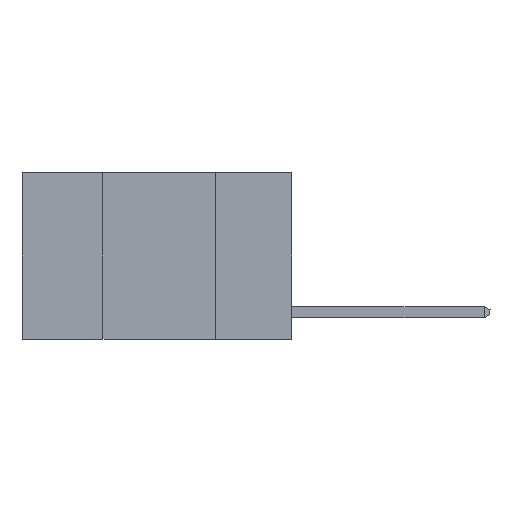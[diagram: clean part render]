
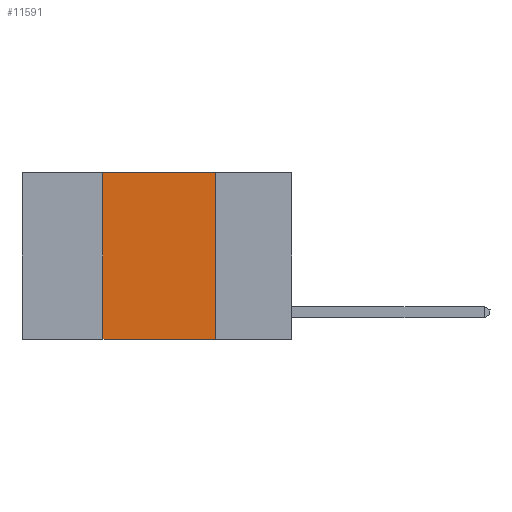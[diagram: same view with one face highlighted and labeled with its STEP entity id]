
A CAD part, left-side view. The second image highlights one B-rep face of the part: STEP entity #11591.
In plain terms, the highlighted planar face has unit normal (-1, 0, 0).
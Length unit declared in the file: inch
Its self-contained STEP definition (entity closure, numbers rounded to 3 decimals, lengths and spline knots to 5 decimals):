
#39 = CARTESIAN_POINT ( 'NONE',  ( 0., 0.6, -0.37 ) ) ;
#1574 = DIRECTION ( 'NONE',  ( 1., 0., 0. ) ) ;
#3180 = EDGE_CURVE ( 'NONE', #21957, #9104, #25417, .T. ) ;
#4080 = VERTEX_POINT ( 'NONE', #11429 ) ;
#4767 = VECTOR ( 'NONE', #19541, 39.37008 ) ;
#6594 = CARTESIAN_POINT ( 'NONE',  ( 0., 0.42, -0.37 ) ) ;
#6969 = LINE ( 'NONE', #39, #21854 ) ;
#7740 = DIRECTION ( 'NONE',  ( 0., 0., -1. ) ) ;
#7847 = ORIENTED_EDGE ( 'NONE', *, *, #3180, .F. ) ;
#7928 = ORIENTED_EDGE ( 'NONE', *, *, #19680, .T. ) ;
#8879 = VECTOR ( 'NONE', #7740, 39.37008 ) ;
#9104 = VERTEX_POINT ( 'NONE', #10069 ) ;
#9479 = LINE ( 'NONE', #19381, #8879 ) ;
#10069 = CARTESIAN_POINT ( 'NONE',  ( 0., 0.42, 0. ) ) ;
#10999 = EDGE_CURVE ( 'NONE', #11332, #4080, #9479, .T. ) ;
#11332 = VERTEX_POINT ( 'NONE', #24330 ) ;
#11429 = CARTESIAN_POINT ( 'NONE',  ( 0., 0.17, -0.37 ) ) ;
#11591 = ADVANCED_FACE ( 'NONE', ( #18595 ), #25049, .F. ) ;
#13378 = AXIS2_PLACEMENT_3D ( 'NONE', #19278, #1574, #15480 ) ;
#14555 = VECTOR ( 'NONE', #20818, 39.37008 ) ;
#15480 = DIRECTION ( 'NONE',  ( 0., 0., -1. ) ) ;
#16640 = ORIENTED_EDGE ( 'NONE', *, *, #10999, .F. ) ;
#18595 = FACE_OUTER_BOUND ( 'NONE', #20996, .T. ) ;
#19278 = CARTESIAN_POINT ( 'NONE',  ( 0., 0.6, 0. ) ) ;
#19381 = CARTESIAN_POINT ( 'NONE',  ( 0., 0.17, 0. ) ) ;
#19541 = DIRECTION ( 'NONE',  ( 0., 0., 1. ) ) ;
#19680 = EDGE_CURVE ( 'NONE', #21957, #4080, #6969, .T. ) ;
#20062 = EDGE_CURVE ( 'NONE', #9104, #11332, #20938, .T. ) ;
#20818 = DIRECTION ( 'NONE',  ( 0., -1., 0. ) ) ;
#20938 = LINE ( 'NONE', #22638, #14555 ) ;
#20996 = EDGE_LOOP ( 'NONE', ( #16640, #24769, #7847, #7928 ) ) ;
#21825 = DIRECTION ( 'NONE',  ( 0., -1., 0. ) ) ;
#21854 = VECTOR ( 'NONE', #21825, 39.37008 ) ;
#21957 = VERTEX_POINT ( 'NONE', #6594 ) ;
#22638 = CARTESIAN_POINT ( 'NONE',  ( 0., 0.6, 0. ) ) ;
#23382 = CARTESIAN_POINT ( 'NONE',  ( 0., 0.42, 0. ) ) ;
#24330 = CARTESIAN_POINT ( 'NONE',  ( 0., 0.17, 0. ) ) ;
#24769 = ORIENTED_EDGE ( 'NONE', *, *, #20062, .F. ) ;
#25049 = PLANE ( 'NONE',  #13378 ) ;
#25417 = LINE ( 'NONE', #23382, #4767 ) ;
